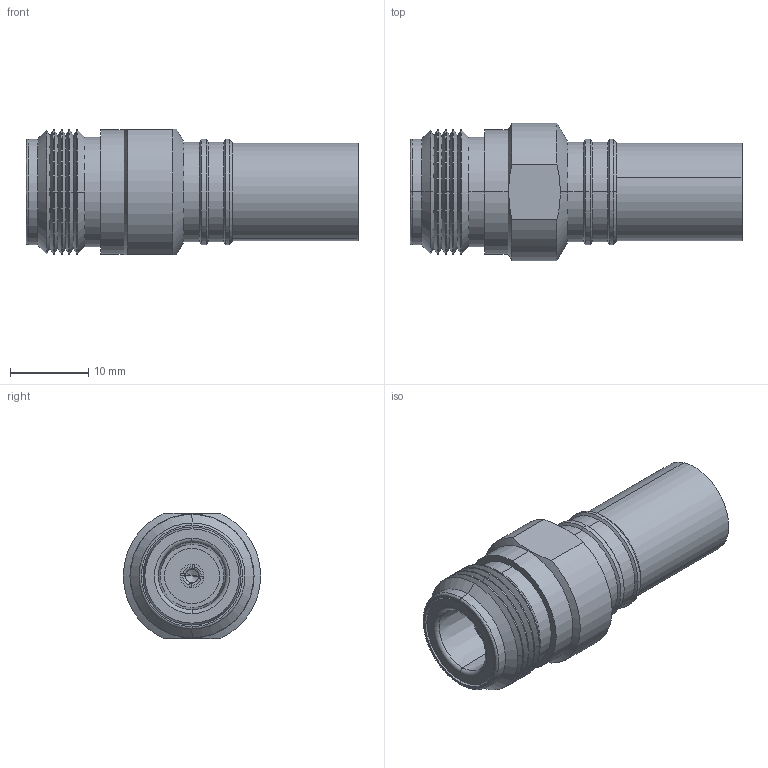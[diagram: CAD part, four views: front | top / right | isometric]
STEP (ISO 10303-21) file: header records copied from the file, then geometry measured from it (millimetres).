
FILE_DESCRIPTION (( 'STEP AP214' ), '1' );
FILE_NAME ('3190-2818(EZ-400-NF-X).STEP', '2017-11-13T05:36:29', ( '' ), ( '' ), 'SwSTEP 2.0', 'SolidWorks 2017', '' );
FILE_SCHEMA (( 'AUTOMOTIVE_DESIGN' ));
Length unit declared in the file: millimetre
Products named in the file (1): 3190-2818(EZ-400-NF-X)
Bounding box: 42.3 x 17.5 x 16 mm (x, y, z)
Volume: 4905.5 mm3; surface area: 4183 mm2
Topology: 1 solids, 2 shells, 141 faces, 330 edges, 198 vertices
Faces by surface type: cone 52, cylinder 50, plane 29, bspline 6, torus 4
Entity records: 4134 total; most frequent: CARTESIAN_POINT 838, DIRECTION 744, ORIENTED_EDGE 652, EDGE_CURVE 326, AXIS2_PLACEMENT_3D 304, VERTEX_POINT 198, CIRCLE 168, EDGE_LOOP 150
